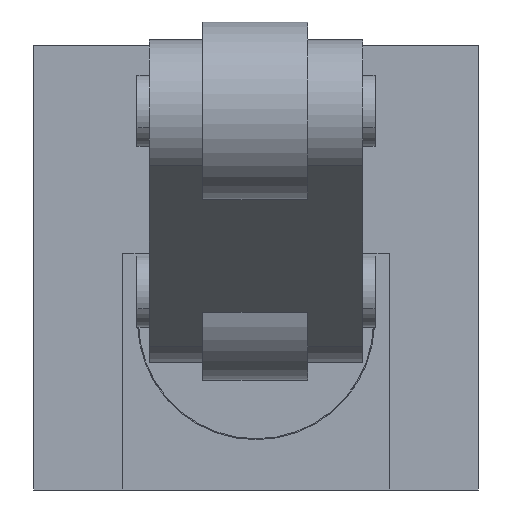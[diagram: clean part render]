
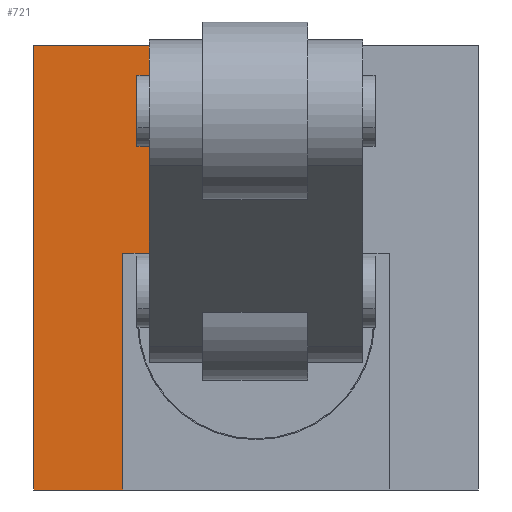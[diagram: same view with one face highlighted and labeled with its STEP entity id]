
A CAD part, front view. The second image highlights one B-rep face of the part: STEP entity #721.
In plain terms, the highlighted planar face has unit normal (0, -1, 0).
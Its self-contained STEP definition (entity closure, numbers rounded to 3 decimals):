
#640=CARTESIAN_POINT('Vertex',(0.,0.,0.)) ;
#643=CARTESIAN_POINT('Line Origine',(0.,0.,37.5)) ;
#647=CARTESIAN_POINT('Vertex',(0.,0.,75.)) ;
#675=CARTESIAN_POINT('Axis2P3D Location',(0.,0.,0.)) ;
#680=CARTESIAN_POINT('Line Origine',(15.,0.,20.)) ;
#684=CARTESIAN_POINT('Vertex',(15.,0.,40.)) ;
#686=CARTESIAN_POINT('Vertex',(15.,0.,0.)) ;
#689=CARTESIAN_POINT('Line Origine',(17.25,0.,40.)) ;
#693=CARTESIAN_POINT('Vertex',(19.5,0.,40.)) ;
#696=CARTESIAN_POINT('Line Origine',(19.5,0.,57.5)) ;
#700=CARTESIAN_POINT('Vertex',(19.5,0.,75.)) ;
#703=CARTESIAN_POINT('Line Origine',(9.75,0.,75.)) ;
#708=CARTESIAN_POINT('Line Origine',(7.5,0.,0.)) ;
#644=DIRECTION('Vector Direction',(0.,0.,1.)) ;
#676=DIRECTION('Axis2P3D Direction',(0.,1.,0.)) ;
#677=DIRECTION('Axis2P3D XDirection',(0.,0.,1.)) ;
#681=DIRECTION('Vector Direction',(0.,0.,-1.)) ;
#690=DIRECTION('Vector Direction',(1.,0.,0.)) ;
#697=DIRECTION('Vector Direction',(0.,0.,-1.)) ;
#704=DIRECTION('Vector Direction',(1.,0.,0.)) ;
#709=DIRECTION('Vector Direction',(1.,0.,0.)) ;
#678=AXIS2_PLACEMENT_3D('Plane Axis2P3D',#675,#676,#677) ;
#714=ORIENTED_EDGE('',*,*,#688,.F.) ;
#715=ORIENTED_EDGE('',*,*,#695,.F.) ;
#716=ORIENTED_EDGE('',*,*,#702,.F.) ;
#717=ORIENTED_EDGE('',*,*,#707,.F.) ;
#718=ORIENTED_EDGE('',*,*,#649,.T.) ;
#719=ORIENTED_EDGE('',*,*,#712,.T.) ;
#645=VECTOR('Line Direction',#644,1.) ;
#682=VECTOR('Line Direction',#681,1.) ;
#691=VECTOR('Line Direction',#690,1.) ;
#698=VECTOR('Line Direction',#697,1.) ;
#705=VECTOR('Line Direction',#704,1.) ;
#710=VECTOR('Line Direction',#709,1.) ;
#721=ADVANCED_FACE('CU_CPUS-03000-20.1\\PartBody',(#720),#679,.F.) ;
#649=EDGE_CURVE('',#648,#641,#646,.F.) ;
#688=EDGE_CURVE('',#685,#687,#683,.T.) ;
#695=EDGE_CURVE('',#694,#685,#692,.F.) ;
#702=EDGE_CURVE('',#701,#694,#699,.T.) ;
#707=EDGE_CURVE('',#648,#701,#706,.T.) ;
#712=EDGE_CURVE('',#641,#687,#711,.T.) ;
#713=EDGE_LOOP('',(#714,#715,#716,#717,#718,#719)) ;
#720=FACE_OUTER_BOUND('',#713,.T.) ;
#646=LINE('Line',#643,#645) ;
#683=LINE('Line',#680,#682) ;
#692=LINE('Line',#689,#691) ;
#699=LINE('Line',#696,#698) ;
#706=LINE('Line',#703,#705) ;
#711=LINE('Line',#708,#710) ;
#679=PLANE('Plane',#678) ;
#641=VERTEX_POINT('',#640) ;
#648=VERTEX_POINT('',#647) ;
#685=VERTEX_POINT('',#684) ;
#687=VERTEX_POINT('',#686) ;
#694=VERTEX_POINT('',#693) ;
#701=VERTEX_POINT('',#700) ;
